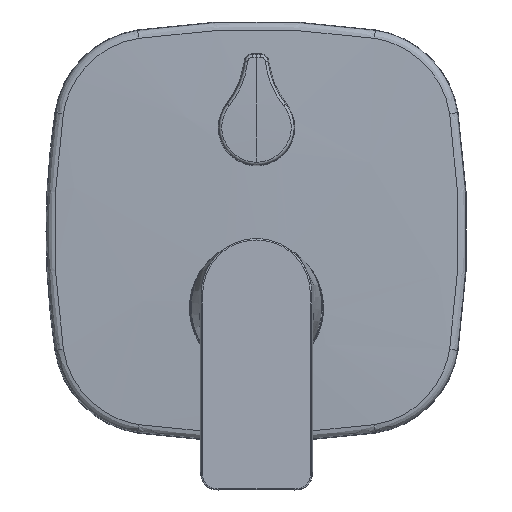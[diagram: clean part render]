
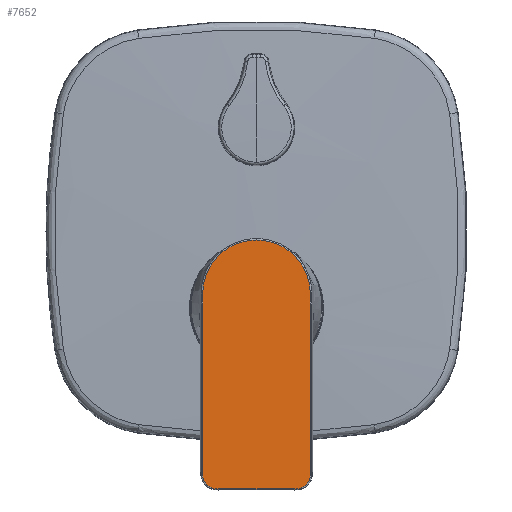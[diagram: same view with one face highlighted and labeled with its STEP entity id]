
A CAD part, top view. The second image highlights one B-rep face of the part: STEP entity #7652.
In plain terms, the highlighted planar face has unit normal (0, 0.018, 1).
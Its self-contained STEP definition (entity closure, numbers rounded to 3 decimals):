
#8 = VECTOR ( 'NONE', #772, 1000. ) ;
#124 = PLANE ( 'NONE',  #5305 ) ;
#329 = CARTESIAN_POINT ( 'NONE',  ( -19.287, -91.272, 90.955 ) ) ;
#408 = CARTESIAN_POINT ( 'NONE',  ( 19.712, -27.068, 89.835 ) ) ;
#419 = B_SPLINE_CURVE_WITH_KNOTS ( 'NONE', 3,
 ( #408, #1851, #1175, #5388, #5328, #4651, #6041, #6104, #1819, #8881, #6735, #2529, #439, #4680, #6799, #2592, #7502, #3303 ),
 .UNSPECIFIED., .F., .F.,
 ( 4, 2, 2, 2, 2, 2, 2, 2, 4 ),
 ( 0., 0.063, 0.125, 0.188, 0.25, 0.5, 0.625, 0.75, 1. ),
 .UNSPECIFIED. ) ;
#439 = CARTESIAN_POINT ( 'NONE',  ( 13.338, -8.385, 89.509 ) ) ;
#477 = CARTESIAN_POINT ( 'NONE',  ( 19.712, -87.862, 90.896 ) ) ;
#627 = CARTESIAN_POINT ( 'NONE',  ( -19.704, -25.608, 89.809 ) ) ;
#641 = ORIENTED_EDGE ( 'NONE', *, *, #6400, .F. ) ;
#772 = DIRECTION ( 'NONE',  ( 0., -1., 0.017 ) ) ;
#828 = DIRECTION ( 'NONE',  ( 1., 0., 0. ) ) ;
#1034 = DIRECTION ( 'NONE',  ( 1., 0., 0. ) ) ;
#1126 = CARTESIAN_POINT ( 'NONE',  ( 0.001, -94.278, 91.008 ) ) ;
#1136 = CARTESIAN_POINT ( 'NONE',  ( 17.695, -93.32, 90.991 ) ) ;
#1175 = CARTESIAN_POINT ( 'NONE',  ( 19.707, -25.608, 89.809 ) ) ;
#1183 = VERTEX_POINT ( 'NONE', #7586 ) ;
#1260 = B_SPLINE_CURVE_WITH_KNOTS ( 'NONE', 3,
 ( #3333, #1975, #627, #1912, #8303, #5421, #8274, #7597, #2003, #6850, #4135, #8914, #5551, #4103, #9041, #6256, #9010, #6947 ),
 .UNSPECIFIED., .F., .F.,
 ( 4, 2, 2, 2, 2, 2, 2, 2, 4 ),
 ( 0., 0.063, 0.125, 0.188, 0.25, 0.5, 0.625, 0.75, 1. ),
 .UNSPECIFIED. ) ;
#1711 = CARTESIAN_POINT ( 'NONE',  ( -15.264, -94.255, 91.007 ) ) ;
#1819 = CARTESIAN_POINT ( 'NONE',  ( 19.309, -19.059, 89.695 ) ) ;
#1832 = VERTEX_POINT ( 'NONE', #4631 ) ;
#1851 = CARTESIAN_POINT ( 'NONE',  ( 19.71, -26.338, 89.822 ) ) ;
#1912 = CARTESIAN_POINT ( 'NONE',  ( -19.703, -24.148, 89.784 ) ) ;
#1975 = CARTESIAN_POINT ( 'NONE',  ( -19.707, -26.338, 89.822 ) ) ;
#2003 = CARTESIAN_POINT ( 'NONE',  ( -19.307, -19.059, 89.695 ) ) ;
#2422 = CARTESIAN_POINT ( 'NONE',  ( -14.388, -94.283, 91.008 ) ) ;
#2512 = CARTESIAN_POINT ( 'NONE',  ( -17.692, -93.32, 90.991 ) ) ;
#2529 = CARTESIAN_POINT ( 'NONE',  ( 14.382, -9.418, 89.527 ) ) ;
#2592 = CARTESIAN_POINT ( 'NONE',  ( 5.841, -3.91, 89.43 ) ) ;
#2632 = VECTOR ( 'NONE', #8872, 1000. ) ;
#2641 = LINE ( 'NONE', #1126, #5171 ) ;
#2645 = CARTESIAN_POINT ( 'NONE',  ( 19.712, -87.862, 90.896 ) ) ;
#2676 = CARTESIAN_POINT ( 'NONE',  ( 16.926, -93.772, 90.999 ) ) ;
#2806 = EDGE_CURVE ( 'NONE', #8551, #2839, #5732, .T. ) ;
#2839 = VERTEX_POINT ( 'NONE', #3272 ) ;
#2938 = CARTESIAN_POINT ( 'NONE',  ( -19.709, -87.862, 90.896 ) ) ;
#3120 = ORIENTED_EDGE ( 'NONE', *, *, #2806, .F. ) ;
#3272 = CARTESIAN_POINT ( 'NONE',  ( 13.531, -94.278, 91.008 ) ) ;
#3303 = CARTESIAN_POINT ( 'NONE',  ( 0.001, -3.253, 89.419 ) ) ;
#3333 = CARTESIAN_POINT ( 'NONE',  ( -19.709, -27.068, 89.835 ) ) ;
#3385 = CARTESIAN_POINT ( 'NONE',  ( 15.266, -94.255, 91.007 ) ) ;
#3440 = ORIENTED_EDGE ( 'NONE', *, *, #5733, .T. ) ;
#3447 = EDGE_LOOP ( 'NONE', ( #5356, #641, #4473, #3440, #8114, #3120, #4999 ) ) ;
#3521 = CARTESIAN_POINT ( 'NONE',  ( 19.712, -27.068, 89.835 ) ) ;
#3878 = CARTESIAN_POINT ( 'NONE',  ( 19.712, -57.465, 90.365 ) ) ;
#4032 = VERTEX_POINT ( 'NONE', #2938 ) ;
#4103 = CARTESIAN_POINT ( 'NONE',  ( -11.04, -6.578, 89.477 ) ) ;
#4135 = CARTESIAN_POINT ( 'NONE',  ( -17.138, -12.822, 89.586 ) ) ;
#4369 = B_SPLINE_CURVE_WITH_KNOTS ( 'NONE', 3,
 ( #8073, #8766, #8701, #329, #4507, #2512, #5249, #1711, #2422, #7330 ),
 .UNSPECIFIED., .F., .F.,
 ( 4, 2, 2, 2, 4 ),
 ( 0., 0.25, 0.5, 0.75, 1. ),
 .UNSPECIFIED. ) ;
#4452 = EDGE_CURVE ( 'NONE', #8844, #4032, #7589, .T. ) ;
#4473 = ORIENTED_EDGE ( 'NONE', *, *, #4452, .T. ) ;
#4495 = LINE ( 'NONE', #3878, #2632 ) ;
#4507 = CARTESIAN_POINT ( 'NONE',  ( -18.881, -92.064, 90.969 ) ) ;
#4631 = CARTESIAN_POINT ( 'NONE',  ( -13.528, -94.278, 91.008 ) ) ;
#4651 = CARTESIAN_POINT ( 'NONE',  ( 19.66, -21.958, 89.745 ) ) ;
#4680 = CARTESIAN_POINT ( 'NONE',  ( 11.043, -6.578, 89.477 ) ) ;
#4862 = CARTESIAN_POINT ( 'NONE',  ( 14.391, -94.283, 91.008 ) ) ;
#4999 = ORIENTED_EDGE ( 'NONE', *, *, #7355, .F. ) ;
#5171 = VECTOR ( 'NONE', #1034, 1000. ) ;
#5249 = CARTESIAN_POINT ( 'NONE',  ( -16.923, -93.772, 90.999 ) ) ;
#5305 = AXIS2_PLACEMENT_3D ( 'NONE', #8567, #7162, #828 ) ;
#5328 = CARTESIAN_POINT ( 'NONE',  ( 19.705, -23.418, 89.771 ) ) ;
#5352 = CARTESIAN_POINT ( 'NONE',  ( 18.883, -92.064, 90.969 ) ) ;
#5356 = ORIENTED_EDGE ( 'NONE', *, *, #8913, .T. ) ;
#5388 = CARTESIAN_POINT ( 'NONE',  ( 19.706, -24.148, 89.784 ) ) ;
#5421 = CARTESIAN_POINT ( 'NONE',  ( -19.657, -21.958, 89.745 ) ) ;
#5551 = CARTESIAN_POINT ( 'NONE',  ( -13.335, -8.385, 89.509 ) ) ;
#5732 = B_SPLINE_CURVE_WITH_KNOTS ( 'NONE', 3,
 ( #2645, #6729, #8144, #8839, #5352, #1136, #2676, #3385, #4862, #6970 ),
 .UNSPECIFIED., .F., .F.,
 ( 4, 2, 2, 2, 4 ),
 ( 0., 0.25, 0.5, 0.75, 1. ),
 .UNSPECIFIED. ) ;
#5733 = EDGE_CURVE ( 'NONE', #4032, #1832, #4369, .T. ) ;
#5817 = EDGE_CURVE ( 'NONE', #1832, #2839, #2641, .T. ) ;
#6041 = CARTESIAN_POINT ( 'NONE',  ( 19.615, -21.229, 89.733 ) ) ;
#6104 = CARTESIAN_POINT ( 'NONE',  ( 19.439, -19.779, 89.707 ) ) ;
#6256 = CARTESIAN_POINT ( 'NONE',  ( -5.838, -3.91, 89.43 ) ) ;
#6400 = EDGE_CURVE ( 'NONE', #8844, #1183, #1260, .T. ) ;
#6431 = VERTEX_POINT ( 'NONE', #3521 ) ;
#6706 = CARTESIAN_POINT ( 'NONE',  ( -19.709, -27.068, 89.835 ) ) ;
#6729 = CARTESIAN_POINT ( 'NONE',  ( 19.716, -88.722, 90.911 ) ) ;
#6735 = CARTESIAN_POINT ( 'NONE',  ( 17.141, -12.822, 89.586 ) ) ;
#6799 = CARTESIAN_POINT ( 'NONE',  ( 9.796, -5.802, 89.463 ) ) ;
#6850 = CARTESIAN_POINT ( 'NONE',  ( -18.464, -15.506, 89.633 ) ) ;
#6947 = CARTESIAN_POINT ( 'NONE',  ( 0.001, -3.253, 89.419 ) ) ;
#6970 = CARTESIAN_POINT ( 'NONE',  ( 13.531, -94.278, 91.008 ) ) ;
#7162 = DIRECTION ( 'NONE',  ( 0., 0.017, 1. ) ) ;
#7330 = CARTESIAN_POINT ( 'NONE',  ( -13.528, -94.278, 91.008 ) ) ;
#7355 = EDGE_CURVE ( 'NONE', #6431, #8551, #4495, .T. ) ;
#7502 = CARTESIAN_POINT ( 'NONE',  ( 2.922, -3.253, 89.419 ) ) ;
#7586 = CARTESIAN_POINT ( 'NONE',  ( 0.001, -3.253, 89.419 ) ) ;
#7589 = LINE ( 'NONE', #8564, #8 ) ;
#7597 = CARTESIAN_POINT ( 'NONE',  ( -19.437, -19.779, 89.707 ) ) ;
#7652 = ADVANCED_FACE ( 'NONE', ( #7912 ), #124, .T. ) ;
#7912 = FACE_OUTER_BOUND ( 'NONE', #3447, .T. ) ;
#8073 = CARTESIAN_POINT ( 'NONE',  ( -19.709, -87.862, 90.896 ) ) ;
#8114 = ORIENTED_EDGE ( 'NONE', *, *, #5817, .T. ) ;
#8144 = CARTESIAN_POINT ( 'NONE',  ( 19.708, -89.596, 90.926 ) ) ;
#8274 = CARTESIAN_POINT ( 'NONE',  ( -19.612, -21.229, 89.733 ) ) ;
#8303 = CARTESIAN_POINT ( 'NONE',  ( -19.702, -23.418, 89.771 ) ) ;
#8551 = VERTEX_POINT ( 'NONE', #477 ) ;
#8564 = CARTESIAN_POINT ( 'NONE',  ( -19.709, -57.465, 90.365 ) ) ;
#8567 = CARTESIAN_POINT ( 'NONE',  ( 30.28, -2.749, 89.41 ) ) ;
#8701 = CARTESIAN_POINT ( 'NONE',  ( -19.705, -89.596, 90.926 ) ) ;
#8766 = CARTESIAN_POINT ( 'NONE',  ( -19.713, -88.722, 90.911 ) ) ;
#8839 = CARTESIAN_POINT ( 'NONE',  ( 19.29, -91.272, 90.955 ) ) ;
#8844 = VERTEX_POINT ( 'NONE', #6706 ) ;
#8872 = DIRECTION ( 'NONE',  ( 0., -1., 0.017 ) ) ;
#8881 = CARTESIAN_POINT ( 'NONE',  ( 18.467, -15.506, 89.633 ) ) ;
#8913 = EDGE_CURVE ( 'NONE', #6431, #1183, #419, .T. ) ;
#8914 = CARTESIAN_POINT ( 'NONE',  ( -14.379, -9.418, 89.527 ) ) ;
#9010 = CARTESIAN_POINT ( 'NONE',  ( -2.919, -3.253, 89.419 ) ) ;
#9041 = CARTESIAN_POINT ( 'NONE',  ( -9.793, -5.802, 89.463 ) ) ;
